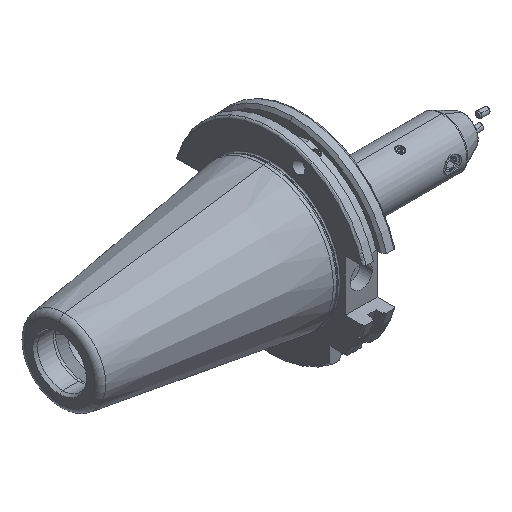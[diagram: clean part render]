
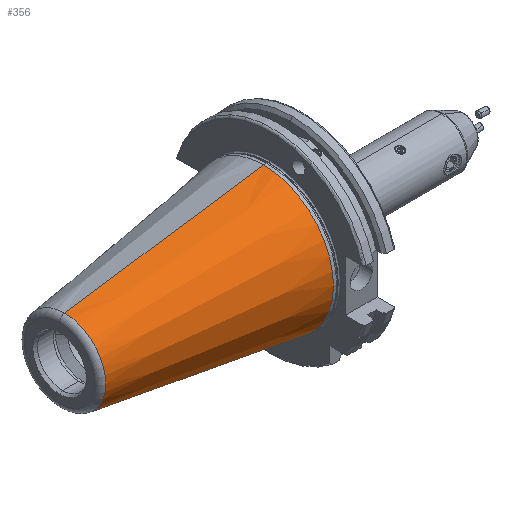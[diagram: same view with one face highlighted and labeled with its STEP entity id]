
A CAD part, isometric view. The second image highlights one B-rep face of the part: STEP entity #356.
In plain terms, the highlighted conical face has half-angle 8.297 degrees and reference radius 34.925 mm.
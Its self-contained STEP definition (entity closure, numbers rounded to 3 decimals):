
#315 = ORIENTED_EDGE ( 'NONE', *, *, #343, .F. ) ;
#317 = VERTEX_POINT ( 'NONE', #2451 ) ;
#318 = EDGE_CURVE ( 'NONE', #320, #7218, #2521, .T. ) ;
#320 = VERTEX_POINT ( 'NONE', #2517 ) ;
#322 = ORIENTED_EDGE ( 'NONE', *, *, #318, .T. ) ;
#323 = ORIENTED_EDGE ( 'NONE', *, *, #383, .T. ) ;
#328 = EDGE_LOOP ( 'NONE', ( #315, #322, #323, #347 ) ) ;
#343 = EDGE_CURVE ( 'NONE', #320, #317, #2544, .T. ) ;
#347 = ORIENTED_EDGE ( 'NONE', *, *, #445, .F. ) ;
#356 = ADVANCED_FACE ( 'NONE', ( #2531 ), #2530, .T. ) ;
#383 = EDGE_CURVE ( 'NONE', #7218, #7217, #2599, .T. ) ;
#445 = EDGE_CURVE ( 'NONE', #317, #7217, #2804, .T. ) ;
#2451 = CARTESIAN_POINT ( 'NONE',  ( -99.183, 0., 20.461 ) ) ;
#2517 = CARTESIAN_POINT ( 'NONE',  ( -99.183, 0., -20.461 ) ) ;
#2518 = DIRECTION ( 'NONE',  ( 0.99, 0., -0.144 ) ) ;
#2519 = VECTOR ( 'NONE', #2518, 1000. ) ;
#2520 = CARTESIAN_POINT ( 'NONE',  ( 0., 0., -34.925 ) ) ;
#2521 = LINE ( 'NONE', #2520, #2519 ) ;
#2525 = DIRECTION ( 'NONE',  ( 0., 0., 1. ) ) ;
#2526 = DIRECTION ( 'NONE',  ( 1., 0., 0. ) ) ;
#2527 = CARTESIAN_POINT ( 'NONE',  ( 0., 0., 0. ) ) ;
#2528 = AXIS2_PLACEMENT_3D ( 'NONE', #2527, #2526, #2525 ) ;
#2530 = CONICAL_SURFACE ( 'NONE', #2528, 34.925, 0.145 ) ;
#2531 = FACE_OUTER_BOUND ( 'NONE', #328, .T. ) ;
#2540 = DIRECTION ( 'NONE',  ( 0., 0., -1. ) ) ;
#2541 = DIRECTION ( 'NONE',  ( -1., 0., 0. ) ) ;
#2542 = CARTESIAN_POINT ( 'NONE',  ( -99.183, 0., 0. ) ) ;
#2543 = AXIS2_PLACEMENT_3D ( 'NONE', #2542, #2541, #2540 ) ;
#2544 = CIRCLE ( 'NONE', #2543, 20.461 ) ;
#2595 = DIRECTION ( 'NONE',  ( 0., 0., -1. ) ) ;
#2596 = DIRECTION ( 'NONE',  ( -1., 0., 0. ) ) ;
#2597 = CARTESIAN_POINT ( 'NONE',  ( 0., 0., 0. ) ) ;
#2598 = AXIS2_PLACEMENT_3D ( 'NONE', #2597, #2596, #2595 ) ;
#2599 = CIRCLE ( 'NONE', #2598, 34.925 ) ;
#2801 = DIRECTION ( 'NONE',  ( 0.99, 0., 0.144 ) ) ;
#2802 = VECTOR ( 'NONE', #2801, 1000. ) ;
#2803 = CARTESIAN_POINT ( 'NONE',  ( 0., 0., 34.925 ) ) ;
#2804 = LINE ( 'NONE', #2803, #2802 ) ;
#5855 = CARTESIAN_POINT ( 'NONE',  ( 0., 0., -34.925 ) ) ;
#5861 = CARTESIAN_POINT ( 'NONE',  ( 0., 0., 34.925 ) ) ;
#7217 = VERTEX_POINT ( 'NONE', #5861 ) ;
#7218 = VERTEX_POINT ( 'NONE', #5855 ) ;
